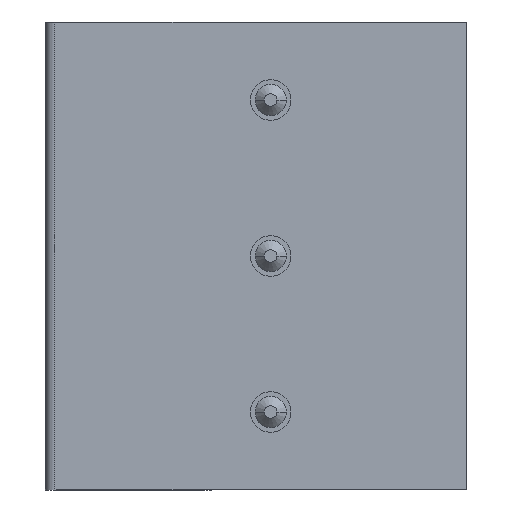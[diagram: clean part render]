
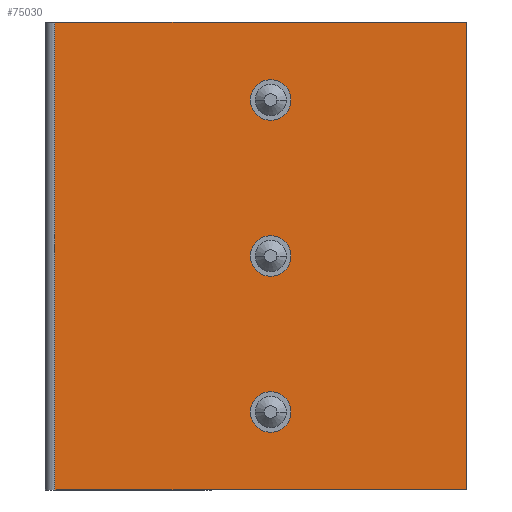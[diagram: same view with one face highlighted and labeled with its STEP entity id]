
A CAD part, left-side view. The second image highlights one B-rep face of the part: STEP entity #75030.
In plain terms, the highlighted planar face has unit normal (-1, 0, 0).
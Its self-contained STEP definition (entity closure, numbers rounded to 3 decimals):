
#2130=CARTESIAN_POINT('',(46.199,29.053,
5.448));
#2140=VERTEX_POINT('',#2130);
#2170=CARTESIAN_POINT('',(46.199,29.053,
9.746));
#2180=DIRECTION('',(0.,0.,-1.));
#2190=VECTOR('',#2180,1.);
#2200=LINE('',#2170,#2190);
#2210=CARTESIAN_POINT('',(46.199,29.053,
18.648));
#2220=VERTEX_POINT('',#2210);
#2230=EDGE_CURVE('',#2220,#2140,#2200,.T.);
#14430=CARTESIAN_POINT('',(46.199,44.053,
5.448));
#14440=VERTEX_POINT('',#14430);
#14470=CARTESIAN_POINT('',(46.199,43.403,
5.448));
#14480=DIRECTION('',(0.,1.,0.));
#14490=VECTOR('',#14480,1.);
#14500=LINE('',#14470,#14490);
#14510=EDGE_CURVE('',#2140,#14440,#14500,.T.);
#51610=CARTESIAN_POINT('',(46.199,36.553,
12.378));
#51620=VERTEX_POINT('',#51610);
#51700=CARTESIAN_POINT('',(46.199,36.553,
11.078));
#51710=VERTEX_POINT('',#51700);
#51740=CARTESIAN_POINT('',(46.199,36.553,
11.728));
#51750=DIRECTION('',(-1.,0.,0.));
#51760=DIRECTION('',(0.,0.,1.));
#51770=AXIS2_PLACEMENT_3D('',#51740,#51750,#51760);
#51780=CIRCLE('',#51770,0.65);
#51790=EDGE_CURVE('',#51620,#51710,#51780,.T.);
#56140=CARTESIAN_POINT('',(46.199,31.553,
11.078));
#56150=VERTEX_POINT('',#56140);
#56180=CARTESIAN_POINT('',(46.199,31.553,
11.728));
#56190=DIRECTION('',(-1.,0.,0.));
#56200=DIRECTION('',(0.,0.,1.));
#56210=AXIS2_PLACEMENT_3D('',#56180,#56190,#56200);
#56220=CIRCLE('',#56210,0.65);
#56230=CARTESIAN_POINT('',(46.199,31.553,
12.378));
#56240=VERTEX_POINT('',#56230);
#56250=EDGE_CURVE('',#56240,#56150,#56220,.T.);
#57120=CARTESIAN_POINT('',(46.199,44.053,
18.648));
#57130=VERTEX_POINT('',#57120);
#57180=CARTESIAN_POINT('',(46.199,38.403,
18.648));
#57190=DIRECTION('',(0.,-1.,0.));
#57200=VECTOR('',#57190,1.);
#57210=LINE('',#57180,#57200);
#57220=EDGE_CURVE('',#57130,#2220,#57210,.T.);
#66070=CARTESIAN_POINT('',(46.199,44.053,
9.746));
#66080=DIRECTION('',(0.,0.,-1.));
#66090=VECTOR('',#66080,1.);
#66100=LINE('',#66070,#66090);
#66110=EDGE_CURVE('',#57130,#14440,#66100,.T.);
#74670=CARTESIAN_POINT('',(46.199,39.503,
5.848));
#74680=DIRECTION('',(-1.,0.,0.));
#74690=DIRECTION('',(0.,-1.,0.));
#74700=AXIS2_PLACEMENT_3D('',#74670,#74680,#74690);
#74710=PLANE('',#74700);
#74720=CARTESIAN_POINT('',(46.199,41.553,
11.728));
#74730=DIRECTION('',(-1.,0.,0.));
#74740=DIRECTION('',(0.,0.,1.));
#74750=AXIS2_PLACEMENT_3D('',#74720,#74730,#74740);
#74760=CIRCLE('',#74750,0.65);
#74770=CARTESIAN_POINT('',(46.199,41.553,
11.078));
#74780=VERTEX_POINT('',#74770);
#74790=CARTESIAN_POINT('',(46.199,41.553,
12.378));
#74800=VERTEX_POINT('',#74790);
#74810=EDGE_CURVE('',#74780,#74800,#74760,.T.);
#74820=ORIENTED_EDGE('',*,*,#74810,.F.);
#74830=EDGE_CURVE('',#74800,#74780,#74760,.T.);
#74840=ORIENTED_EDGE('',*,*,#74830,.F.);
#74850=EDGE_LOOP('',(#74840,#74820));
#74860=FACE_BOUND('',#74850,.T.);
#74870=EDGE_CURVE('',#51710,#51620,#51780,.T.);
#74880=ORIENTED_EDGE('',*,*,#74870,.F.);
#74890=ORIENTED_EDGE('',*,*,#51790,.F.);
#74900=EDGE_LOOP('',(#74890,#74880));
#74910=FACE_BOUND('',#74900,.T.);
#74920=ORIENTED_EDGE('',*,*,#56250,.F.);
#74930=EDGE_CURVE('',#56150,#56240,#56220,.T.);
#74940=ORIENTED_EDGE('',*,*,#74930,.F.);
#74950=EDGE_LOOP('',(#74940,#74920));
#74960=FACE_BOUND('',#74950,.T.);
#74970=ORIENTED_EDGE('',*,*,#66110,.T.);
#74980=ORIENTED_EDGE('',*,*,#57220,.F.);
#74990=ORIENTED_EDGE('',*,*,#2230,.F.);
#75000=ORIENTED_EDGE('',*,*,#14510,.F.);
#75010=EDGE_LOOP('',(#75000,#74990,#74980,#74970));
#75020=FACE_OUTER_BOUND('',#75010,.T.);
#75030=ADVANCED_FACE('',(#74860,#74910,#74960,#75020),#74710,.T.);
